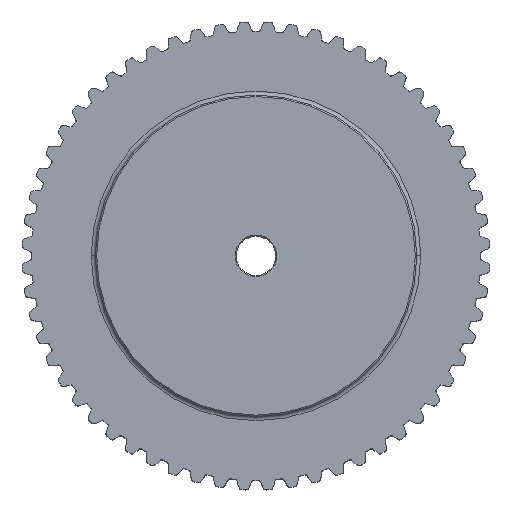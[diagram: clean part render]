
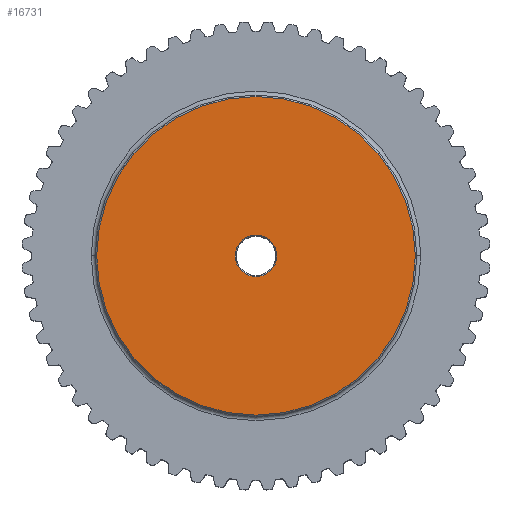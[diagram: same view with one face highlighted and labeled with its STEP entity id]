
A CAD part, top view. The second image highlights one B-rep face of the part: STEP entity #16731.
In plain terms, the highlighted planar face has unit normal (0, 0, 1).
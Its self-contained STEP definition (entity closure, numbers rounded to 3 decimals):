
#6412=CARTESIAN_POINT('',(0.,0.,21.));
#6413=DIRECTION('',(0.,0.,1.));
#6414=DIRECTION('',(-1.,0.,0.));
#6415=AXIS2_PLACEMENT_3D('',#6412,#6413,#6414);
#6430=CARTESIAN_POINT('',(0.,0.,21.));
#6431=DIRECTION('',(0.,0.,1.));
#6432=DIRECTION('',(1.,0.,0.));
#6433=AXIS2_PLACEMENT_3D('',#6430,#6431,#6432);
#6440=CARTESIAN_POINT('',(0.,0.,21.));
#6441=DIRECTION('',(0.,0.,1.));
#6442=DIRECTION('',(1.,0.,0.));
#6443=AXIS2_PLACEMENT_3D('',#6440,#6441,#6442);
#6450=CARTESIAN_POINT('',(0.,0.,21.));
#6451=DIRECTION('',(0.,0.,1.));
#6452=DIRECTION('',(-1.,0.,0.));
#6453=AXIS2_PLACEMENT_3D('',#6450,#6451,#6452);
#6600=CARTESIAN_POINT('',(32.2,0.,21.));
#6601=CARTESIAN_POINT('',(-32.2,0.,21.));
#6602=VERTEX_POINT('',#6600);
#6603=VERTEX_POINT('',#6601);
#6616=CARTESIAN_POINT('',(4.2,0.,21.));
#6617=CARTESIAN_POINT('',(-4.2,0.,21.));
#6618=VERTEX_POINT('',#6616);
#6619=VERTEX_POINT('',#6617);
#16715=CARTESIAN_POINT('',(0.,0.,21.));
#16716=DIRECTION('',(0.,0.,1.));
#16717=DIRECTION('',(1.,0.,0.));
#16718=AXIS2_PLACEMENT_3D('',#16715,#16716,#16717);
#16719=PLANE('',#16718);
#16721=ORIENTED_EDGE('',*,*,#16720,.F.);
#16722=ORIENTED_EDGE('',*,*,#16705,.F.);
#16723=EDGE_LOOP('',(#16721,#16722));
#16724=FACE_OUTER_BOUND('',#16723,.F.);
#16726=ORIENTED_EDGE('',*,*,#16725,.T.);
#16728=ORIENTED_EDGE('',*,*,#16727,.T.);
#16729=EDGE_LOOP('',(#16726,#16728));
#16730=FACE_BOUND('',#16729,.F.);
#6416=CIRCLE('',#6415,32.2);
#6434=CIRCLE('',#6433,32.2);
#6444=CIRCLE('',#6443,4.2);
#6454=CIRCLE('',#6453,4.2);
#16705=EDGE_CURVE('',#6603,#6602,#6416,.T.);
#16720=EDGE_CURVE('',#6602,#6603,#6434,.T.);
#16725=EDGE_CURVE('',#6618,#6619,#6444,.T.);
#16727=EDGE_CURVE('',#6619,#6618,#6454,.T.);
#16731=ADVANCED_FACE('',(#16724,#16730),#16719,.T.);
